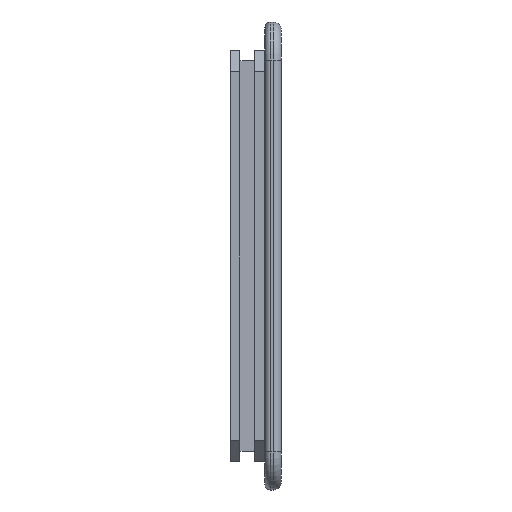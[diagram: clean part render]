
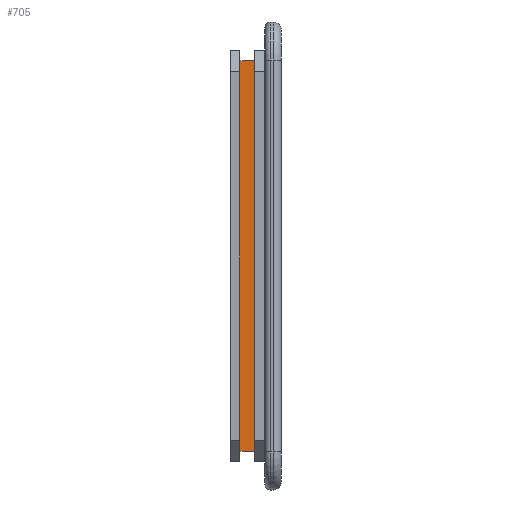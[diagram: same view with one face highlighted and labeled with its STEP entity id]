
A CAD part, left-side view. The second image highlights one B-rep face of the part: STEP entity #705.
In plain terms, the highlighted planar face has unit normal (-1, 0, 0).
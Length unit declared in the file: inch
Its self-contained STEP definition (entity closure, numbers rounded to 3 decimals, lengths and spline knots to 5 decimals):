
#156 = EDGE_CURVE ( 'NONE', #1101, #1480, #2282, .T. ) ;
#163 = CARTESIAN_POINT ( 'NONE',  ( 0.0715, 0.076, -0.7885 ) ) ;
#167 = CARTESIAN_POINT ( 'NONE',  ( 0.0715, 0.049, -0.7885 ) ) ;
#215 = LINE ( 'NONE', #1796, #2127 ) ;
#253 = VERTEX_POINT ( 'NONE', #1733 ) ;
#276 = CARTESIAN_POINT ( 'NONE',  ( 0.0715, 0.076, -0.0715 ) ) ;
#279 = VERTEX_POINT ( 'NONE', #2370 ) ;
#296 = VECTOR ( 'NONE', #709, 39.37008 ) ;
#421 = LINE ( 'NONE', #581, #1991 ) ;
#460 = DIRECTION ( 'NONE',  ( 0., 0., 1. ) ) ;
#547 = ORIENTED_EDGE ( 'NONE', *, *, #1093, .F. ) ;
#581 = CARTESIAN_POINT ( 'NONE',  ( 0.0715, 0.049, -0.7885 ) ) ;
#585 = FACE_OUTER_BOUND ( 'NONE', #1639, .T. ) ;
#637 = DIRECTION ( 'NONE',  ( 0., 1., 0. ) ) ;
#705 = ADVANCED_FACE ( 'NONE', ( #585 ), #1996, .T. ) ;
#709 = DIRECTION ( 'NONE',  ( 0., 0., 1. ) ) ;
#748 = CARTESIAN_POINT ( 'NONE',  ( 0.0715, 0.049, -0.7885 ) ) ;
#863 = ORIENTED_EDGE ( 'NONE', *, *, #156, .F. ) ;
#930 = ORIENTED_EDGE ( 'NONE', *, *, #1901, .T. ) ;
#953 = LINE ( 'NONE', #748, #1397 ) ;
#972 = EDGE_CURVE ( 'NONE', #279, #253, #421, .T. ) ;
#1007 = DIRECTION ( 'NONE',  ( -1., 0., 0. ) ) ;
#1093 = EDGE_CURVE ( 'NONE', #279, #1101, #953, .T. ) ;
#1101 = VERTEX_POINT ( 'NONE', #163 ) ;
#1185 = ORIENTED_EDGE ( 'NONE', *, *, #972, .T. ) ;
#1397 = VECTOR ( 'NONE', #1554, 39.37008 ) ;
#1480 = VERTEX_POINT ( 'NONE', #276 ) ;
#1554 = DIRECTION ( 'NONE',  ( 0., 1., 0. ) ) ;
#1593 = DIRECTION ( 'NONE',  ( 0., 0., 1. ) ) ;
#1639 = EDGE_LOOP ( 'NONE', ( #863, #547, #1185, #930 ) ) ;
#1733 = CARTESIAN_POINT ( 'NONE',  ( 0.0715, 0.049, -0.0715 ) ) ;
#1796 = CARTESIAN_POINT ( 'NONE',  ( 0.0715, 0.049, -0.0715 ) ) ;
#1901 = EDGE_CURVE ( 'NONE', #253, #1480, #215, .T. ) ;
#1991 = VECTOR ( 'NONE', #460, 39.37008 ) ;
#1996 = PLANE ( 'NONE',  #2224 ) ;
#2127 = VECTOR ( 'NONE', #637, 39.37008 ) ;
#2224 = AXIS2_PLACEMENT_3D ( 'NONE', #167, #1007, #1593 ) ;
#2282 = LINE ( 'NONE', #2505, #296 ) ;
#2370 = CARTESIAN_POINT ( 'NONE',  ( 0.0715, 0.049, -0.7885 ) ) ;
#2505 = CARTESIAN_POINT ( 'NONE',  ( 0.0715, 0.076, -0.7885 ) ) ;
